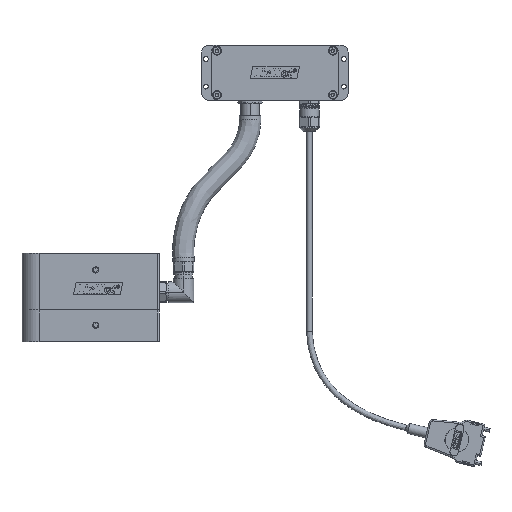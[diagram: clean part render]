
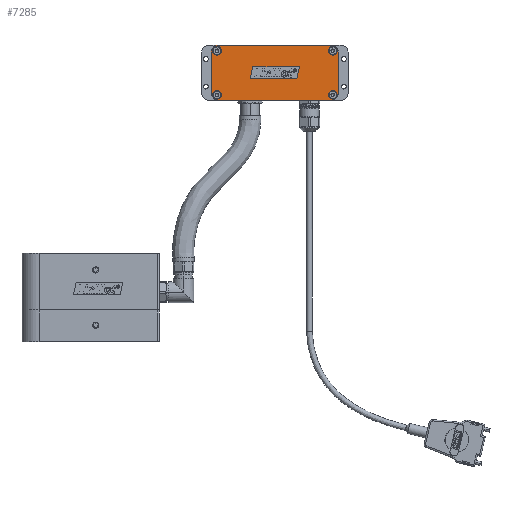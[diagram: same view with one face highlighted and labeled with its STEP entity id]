
A CAD part, left-side view. The second image highlights one B-rep face of the part: STEP entity #7285.
In plain terms, the highlighted face is planar.
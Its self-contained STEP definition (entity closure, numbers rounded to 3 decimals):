
#19 = CARTESIAN_POINT ( 'NONE',  ( 12.85, -42., 0. ) ) ;
#122 = AXIS2_PLACEMENT_3D ( 'NONE', #74464, #90908, #20422 ) ;
#466 = DIRECTION ( 'NONE',  ( 0., 0., -1. ) ) ;
#2394 = VECTOR ( 'NONE', #24415, 1000. ) ;
#3190 = DIRECTION ( 'NONE',  ( -1., 0., 0. ) ) ;
#3240 = DIRECTION ( 'NONE',  ( 0., 1., 0. ) ) ;
#3316 = EDGE_CURVE ( 'NONE', #100480, #61149, #93579, .T. ) ;
#3485 = AXIS2_PLACEMENT_3D ( 'NONE', #71721, #7912, #49117 ) ;
#5301 = CARTESIAN_POINT ( 'NONE',  ( -15., -46., 0. ) ) ;
#7285 = ADVANCED_FACE ( 'NONE', ( #94904, #47072, #33182, #48099, #79420, #40373 ), #95426, .T. ) ;
#7461 = CARTESIAN_POINT ( 'NONE',  ( 4.304, 17.857, 0. ) ) ;
#7912 = DIRECTION ( 'NONE',  ( 0., 0., -1. ) ) ;
#8158 = DIRECTION ( 'NONE',  ( -1., 0., 0. ) ) ;
#8735 = VERTEX_POINT ( 'NONE', #40178 ) ;
#8951 = CIRCLE ( 'NONE', #28709, 5. ) ;
#9386 = CARTESIAN_POINT ( 'NONE',  ( -20., -41., 0. ) ) ;
#9407 = LINE ( 'NONE', #88655, #46991 ) ;
#12132 = DIRECTION ( 'NONE',  ( -0.978, -0.208, 0. ) ) ;
#12340 = EDGE_CURVE ( 'NONE', #25294, #61353, #93555, .T. ) ;
#12455 = DIRECTION ( 'NONE',  ( -1., 0., 0. ) ) ;
#13372 = DIRECTION ( 'NONE',  ( 0., 0., -1. ) ) ;
#13742 = LINE ( 'NONE', #22443, #40971 ) ;
#17756 = EDGE_LOOP ( 'NONE', ( #97502 ) ) ;
#17767 = ORIENTED_EDGE ( 'NONE', *, *, #20333, .T. ) ;
#17945 = CARTESIAN_POINT ( 'NONE',  ( -16., -42., 0. ) ) ;
#18027 = DIRECTION ( 'NONE',  ( 0., -1., 0. ) ) ;
#19067 = ORIENTED_EDGE ( 'NONE', *, *, #100163, .T. ) ;
#19284 = CARTESIAN_POINT ( 'NONE',  ( 15., -46., 0. ) ) ;
#19390 = CIRCLE ( 'NONE', #90054, 5. ) ;
#20096 = EDGE_CURVE ( 'NONE', #50434, #82242, #13742, .T. ) ;
#20333 = EDGE_CURVE ( 'NONE', #50434, #98882, #82039, .T. ) ;
#20422 = DIRECTION ( 'NONE',  ( -1., 0., 0. ) ) ;
#21146 = DIRECTION ( 'NONE',  ( 1., 0., 0. ) ) ;
#22443 = CARTESIAN_POINT ( 'NONE',  ( -20., -46., 0. ) ) ;
#23302 = VERTEX_POINT ( 'NONE', #101513 ) ;
#24415 = DIRECTION ( 'NONE',  ( -1., 0., 0. ) ) ;
#25294 = VERTEX_POINT ( 'NONE', #61326 ) ;
#26287 = VECTOR ( 'NONE', #54480, 1000. ) ;
#27330 = DIRECTION ( 'NONE',  ( -1., 0., 0. ) ) ;
#27331 = CIRCLE ( 'NONE', #28958, 3.15 ) ;
#27509 = VECTOR ( 'NONE', #12132, 1000. ) ;
#28709 = AXIS2_PLACEMENT_3D ( 'NONE', #94858, #32616, #36680 ) ;
#28851 = ORIENTED_EDGE ( 'NONE', *, *, #29616, .F. ) ;
#28958 = AXIS2_PLACEMENT_3D ( 'NONE', #17945, #42646, #49356 ) ;
#29330 = EDGE_LOOP ( 'NONE', ( #68343 ) ) ;
#29616 = EDGE_CURVE ( 'NONE', #87704, #98882, #53746, .T. ) ;
#29956 = CARTESIAN_POINT ( 'NONE',  ( -15., 41., 0. ) ) ;
#32616 = DIRECTION ( 'NONE',  ( 0., 0., -1. ) ) ;
#32908 = EDGE_CURVE ( 'NONE', #61353, #50607, #9407, .T. ) ;
#33182 = FACE_BOUND ( 'NONE', #17756, .T. ) ;
#33396 = EDGE_CURVE ( 'NONE', #56598, #56598, #71649, .T. ) ;
#34863 = EDGE_CURVE ( 'NONE', #8735, #8735, #70251, .T. ) ;
#35890 = CARTESIAN_POINT ( 'NONE',  ( -20., 41., 0. ) ) ;
#36032 = CARTESIAN_POINT ( 'NONE',  ( 4.304, -15.969, 0. ) ) ;
#36680 = DIRECTION ( 'NONE',  ( -1., 0., 0. ) ) ;
#37480 = VERTEX_POINT ( 'NONE', #5301 ) ;
#39125 = ORIENTED_EDGE ( 'NONE', *, *, #3316, .F. ) ;
#40178 = CARTESIAN_POINT ( 'NONE',  ( 12.85, 42., 0. ) ) ;
#40373 = FACE_BOUND ( 'NONE', #101045, .T. ) ;
#40971 = VECTOR ( 'NONE', #47144, 1000. ) ;
#41638 = ORIENTED_EDGE ( 'NONE', *, *, #20096, .F. ) ;
#41826 = CARTESIAN_POINT ( 'NONE',  ( 16., 42., 0. ) ) ;
#42097 = AXIS2_PLACEMENT_3D ( 'NONE', #74642, #42776, #27330 ) ;
#42646 = DIRECTION ( 'NONE',  ( 0., 0., -1. ) ) ;
#42776 = DIRECTION ( 'NONE',  ( 0., 0., -1. ) ) ;
#42792 = EDGE_CURVE ( 'NONE', #89003, #89003, #27331, .T. ) ;
#43233 = LINE ( 'NONE', #80768, #58994 ) ;
#46269 = DIRECTION ( 'NONE',  ( 0.978, 0.208, 0. ) ) ;
#46283 = CARTESIAN_POINT ( 'NONE',  ( -15., -41., 0. ) ) ;
#46991 = VECTOR ( 'NONE', #3240, 1000. ) ;
#47072 = FACE_BOUND ( 'NONE', #29330, .T. ) ;
#47144 = DIRECTION ( 'NONE',  ( 0., -1., 0. ) ) ;
#47223 = ORIENTED_EDGE ( 'NONE', *, *, #68908, .T. ) ;
#48099 = FACE_BOUND ( 'NONE', #52234, .T. ) ;
#49117 = DIRECTION ( 'NONE',  ( -1., 0., 0. ) ) ;
#49356 = DIRECTION ( 'NONE',  ( -1., 0., 0. ) ) ;
#50353 = VECTOR ( 'NONE', #21146, 1000. ) ;
#50434 = VERTEX_POINT ( 'NONE', #35890 ) ;
#50607 = VERTEX_POINT ( 'NONE', #7461 ) ;
#52234 = EDGE_LOOP ( 'NONE', ( #97169 ) ) ;
#53350 = EDGE_CURVE ( 'NONE', #37480, #58557, #71871, .T. ) ;
#53746 = LINE ( 'NONE', #56300, #2394 ) ;
#54480 = DIRECTION ( 'NONE',  ( 0., 1., 0. ) ) ;
#55175 = ORIENTED_EDGE ( 'NONE', *, *, #12340, .T. ) ;
#56300 = CARTESIAN_POINT ( 'NONE',  ( -20., 46., 0. ) ) ;
#56598 = VERTEX_POINT ( 'NONE', #19 ) ;
#58557 = VERTEX_POINT ( 'NONE', #19284 ) ;
#58994 = VECTOR ( 'NONE', #18027, 1000. ) ;
#60072 = CARTESIAN_POINT ( 'NONE',  ( 20., -41., 0. ) ) ;
#61149 = VERTEX_POINT ( 'NONE', #69643 ) ;
#61212 = CARTESIAN_POINT ( 'NONE',  ( 20., -46., 0. ) ) ;
#61326 = CARTESIAN_POINT ( 'NONE',  ( -4.431, -17.828, 0. ) ) ;
#61353 = VERTEX_POINT ( 'NONE', #36032 ) ;
#62026 = EDGE_CURVE ( 'NONE', #100480, #58557, #8951, .T. ) ;
#62698 = CARTESIAN_POINT ( 'NONE',  ( 3.437, -16.153, 0. ) ) ;
#63403 = ORIENTED_EDGE ( 'NONE', *, *, #32908, .T. ) ;
#64583 = EDGE_CURVE ( 'NONE', #50607, #71494, #100108, .T. ) ;
#68343 = ORIENTED_EDGE ( 'NONE', *, *, #89196, .F. ) ;
#68645 = AXIS2_PLACEMENT_3D ( 'NONE', #41826, #96339, #3190 ) ;
#68908 = EDGE_CURVE ( 'NONE', #87704, #61149, #87154, .T. ) ;
#69643 = CARTESIAN_POINT ( 'NONE',  ( 20., 41., 0. ) ) ;
#70251 = CIRCLE ( 'NONE', #68645, 3.15 ) ;
#71494 = VERTEX_POINT ( 'NONE', #91523 ) ;
#71649 = CIRCLE ( 'NONE', #42097, 3.15 ) ;
#71721 = CARTESIAN_POINT ( 'NONE',  ( 0., 0., 0. ) ) ;
#71871 = LINE ( 'NONE', #91619, #50353 ) ;
#74027 = ORIENTED_EDGE ( 'NONE', *, *, #33396, .F. ) ;
#74464 = CARTESIAN_POINT ( 'NONE',  ( 15., 41., 0. ) ) ;
#74642 = CARTESIAN_POINT ( 'NONE',  ( 16., -42., 0. ) ) ;
#77242 = EDGE_LOOP ( 'NONE', ( #100630, #19067, #41638, #17767, #28851, #47223, #39125, #84386 ) ) ;
#78408 = VECTOR ( 'NONE', #46269, 1000. ) ;
#79420 = FACE_BOUND ( 'NONE', #101151, .T. ) ;
#80171 = CARTESIAN_POINT ( 'NONE',  ( -16., 42., 0. ) ) ;
#80768 = CARTESIAN_POINT ( 'NONE',  ( -4.431, 0., 0. ) ) ;
#81191 = ORIENTED_EDGE ( 'NONE', *, *, #64583, .T. ) ;
#82039 = CIRCLE ( 'NONE', #95226, 5. ) ;
#82242 = VERTEX_POINT ( 'NONE', #9386 ) ;
#82606 = CARTESIAN_POINT ( 'NONE',  ( -3.451, 16.206, 0. ) ) ;
#83934 = DIRECTION ( 'NONE',  ( 0., 0., -1. ) ) ;
#84386 = ORIENTED_EDGE ( 'NONE', *, *, #62026, .T. ) ;
#87154 = CIRCLE ( 'NONE', #122, 5. ) ;
#87704 = VERTEX_POINT ( 'NONE', #99770 ) ;
#88655 = CARTESIAN_POINT ( 'NONE',  ( 4.304, 0., 0. ) ) ;
#89003 = VERTEX_POINT ( 'NONE', #98270 ) ;
#89196 = EDGE_CURVE ( 'NONE', #23302, #23302, #89740, .T. ) ;
#89740 = CIRCLE ( 'NONE', #92972, 3.15 ) ;
#90054 = AXIS2_PLACEMENT_3D ( 'NONE', #46283, #13372, #99298 ) ;
#90908 = DIRECTION ( 'NONE',  ( 0., 0., -1. ) ) ;
#91523 = CARTESIAN_POINT ( 'NONE',  ( -4.431, 15.997, 0. ) ) ;
#91619 = CARTESIAN_POINT ( 'NONE',  ( -20., -46., 0. ) ) ;
#92674 = ORIENTED_EDGE ( 'NONE', *, *, #98541, .T. ) ;
#92972 = AXIS2_PLACEMENT_3D ( 'NONE', #80171, #466, #8158 ) ;
#93555 = LINE ( 'NONE', #62698, #78408 ) ;
#93579 = LINE ( 'NONE', #61212, #26287 ) ;
#94858 = CARTESIAN_POINT ( 'NONE',  ( 15., -41., 0. ) ) ;
#94904 = FACE_OUTER_BOUND ( 'NONE', #77242, .T. ) ;
#95226 = AXIS2_PLACEMENT_3D ( 'NONE', #29956, #83934, #12455 ) ;
#95426 = PLANE ( 'NONE',  #3485 ) ;
#96339 = DIRECTION ( 'NONE',  ( 0., 0., -1. ) ) ;
#97131 = CARTESIAN_POINT ( 'NONE',  ( -15., 46., 0. ) ) ;
#97169 = ORIENTED_EDGE ( 'NONE', *, *, #42792, .F. ) ;
#97502 = ORIENTED_EDGE ( 'NONE', *, *, #34863, .F. ) ;
#98270 = CARTESIAN_POINT ( 'NONE',  ( -19.15, -42., 0. ) ) ;
#98541 = EDGE_CURVE ( 'NONE', #71494, #25294, #43233, .T. ) ;
#98882 = VERTEX_POINT ( 'NONE', #97131 ) ;
#99298 = DIRECTION ( 'NONE',  ( -1., 0., 0. ) ) ;
#99770 = CARTESIAN_POINT ( 'NONE',  ( 15., 46., 0. ) ) ;
#100108 = LINE ( 'NONE', #82606, #27509 ) ;
#100163 = EDGE_CURVE ( 'NONE', #37480, #82242, #19390, .T. ) ;
#100480 = VERTEX_POINT ( 'NONE', #60072 ) ;
#100630 = ORIENTED_EDGE ( 'NONE', *, *, #53350, .F. ) ;
#101045 = EDGE_LOOP ( 'NONE', ( #81191, #92674, #55175, #63403 ) ) ;
#101151 = EDGE_LOOP ( 'NONE', ( #74027 ) ) ;
#101513 = CARTESIAN_POINT ( 'NONE',  ( -19.15, 42., 0. ) ) ;
